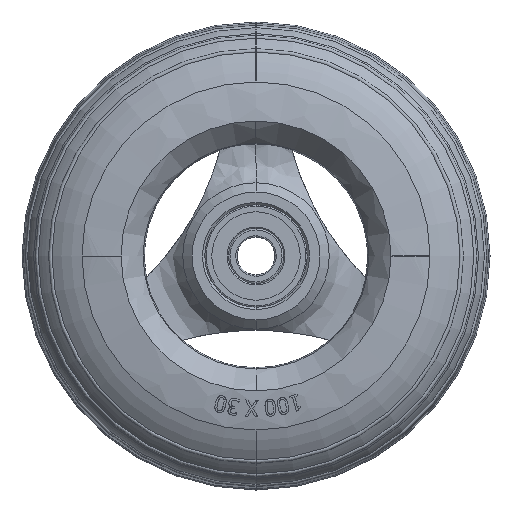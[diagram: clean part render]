
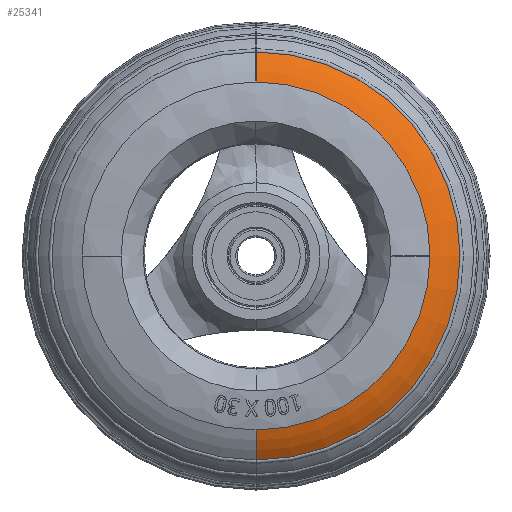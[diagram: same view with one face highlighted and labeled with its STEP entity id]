
A CAD part, left-side view. The second image highlights one B-rep face of the part: STEP entity #25341.
In plain terms, the highlighted toroidal (fillet/blend) face has major radius 31.8 mm and minor radius 20 mm.
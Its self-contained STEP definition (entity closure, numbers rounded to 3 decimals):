
#525 = CIRCLE ( 'NONE', #12106, 43.846 ) ;
#657 = DIRECTION ( 'NONE',  ( 0., 0., 1. ) ) ;
#1658 = DIRECTION ( 'NONE',  ( 0., 0., 1. ) ) ;
#1724 = CARTESIAN_POINT ( 'NONE',  ( -13.8, 0., -37.4 ) ) ;
#4196 = CIRCLE ( 'NONE', #37779, 20. ) ;
#6398 = VERTEX_POINT ( 'NONE', #22073 ) ;
#6715 = CIRCLE ( 'NONE', #42880, 37.4 ) ;
#7135 = EDGE_CURVE ( 'NONE', #25931, #6398, #525, .T. ) ;
#7925 = DIRECTION ( 'NONE',  ( -1., 0., 0. ) ) ;
#8466 = DIRECTION ( 'NONE',  ( -1., 0., 0. ) ) ;
#8503 = CARTESIAN_POINT ( 'NONE',  ( -13.8, 0., 37.4 ) ) ;
#8784 = CARTESIAN_POINT ( 'NONE',  ( -13.8, 0., 0. ) ) ;
#9658 = EDGE_CURVE ( 'NONE', #36036, #6398, #35569, .T. ) ;
#10248 = CARTESIAN_POINT ( 'NONE',  ( 5.4, 0., -31.8 ) ) ;
#10900 = CARTESIAN_POINT ( 'NONE',  ( -13.8, -37.4, 0. ) ) ;
#12053 = ORIENTED_EDGE ( 'NONE', *, *, #38840, .T. ) ;
#12106 = AXIS2_PLACEMENT_3D ( 'NONE', #42985, #7925, #657 ) ;
#12273 = TOROIDAL_SURFACE ( 'NONE', #14925, 31.8, 20. ) ;
#12582 = CARTESIAN_POINT ( 'NONE',  ( -10.565, 0., -43.846 ) ) ;
#13934 = AXIS2_PLACEMENT_3D ( 'NONE', #17112, #45071, #37954 ) ;
#13955 = FACE_OUTER_BOUND ( 'NONE', #17576, .T. ) ;
#14925 = AXIS2_PLACEMENT_3D ( 'NONE', #20144, #41146, #23691 ) ;
#15189 = VERTEX_POINT ( 'NONE', #1724 ) ;
#17112 = CARTESIAN_POINT ( 'NONE',  ( 5.4, 0., 31.8 ) ) ;
#17576 = EDGE_LOOP ( 'NONE', ( #36185, #12053, #22351, #28160, #38610 ) ) ;
#20144 = CARTESIAN_POINT ( 'NONE',  ( 5.4, 0., 0. ) ) ;
#22073 = CARTESIAN_POINT ( 'NONE',  ( -10.565, 0., 43.846 ) ) ;
#22351 = ORIENTED_EDGE ( 'NONE', *, *, #7135, .T. ) ;
#23691 = DIRECTION ( 'NONE',  ( 0., 0., 1. ) ) ;
#24035 = CIRCLE ( 'NONE', #31020, 37.4 ) ;
#24898 = VERTEX_POINT ( 'NONE', #10900 ) ;
#25341 = ADVANCED_FACE ( 'NONE', ( #13955 ), #12273, .T. ) ;
#25931 = VERTEX_POINT ( 'NONE', #12582 ) ;
#27327 = DIRECTION ( 'NONE',  ( -1., 0., 0. ) ) ;
#28160 = ORIENTED_EDGE ( 'NONE', *, *, #9658, .F. ) ;
#28825 = EDGE_CURVE ( 'NONE', #24898, #36036, #6715, .T. ) ;
#31020 = AXIS2_PLACEMENT_3D ( 'NONE', #34415, #27327, #45096 ) ;
#34415 = CARTESIAN_POINT ( 'NONE',  ( -13.8, 0., 0. ) ) ;
#35569 = CIRCLE ( 'NONE', #13934, 20. ) ;
#36036 = VERTEX_POINT ( 'NONE', #8503 ) ;
#36185 = ORIENTED_EDGE ( 'NONE', *, *, #39360, .F. ) ;
#37779 = AXIS2_PLACEMENT_3D ( 'NONE', #10248, #45583, #38621 ) ;
#37954 = DIRECTION ( 'NONE',  ( 0., 0., 1. ) ) ;
#38610 = ORIENTED_EDGE ( 'NONE', *, *, #28825, .F. ) ;
#38621 = DIRECTION ( 'NONE',  ( 0., 0., -1. ) ) ;
#38840 = EDGE_CURVE ( 'NONE', #15189, #25931, #4196, .T. ) ;
#39360 = EDGE_CURVE ( 'NONE', #15189, #24898, #24035, .T. ) ;
#41146 = DIRECTION ( 'NONE',  ( 1., 0., 0. ) ) ;
#42880 = AXIS2_PLACEMENT_3D ( 'NONE', #8784, #8466, #1658 ) ;
#42985 = CARTESIAN_POINT ( 'NONE',  ( -10.565, 0., 0. ) ) ;
#45071 = DIRECTION ( 'NONE',  ( 0., 1., 0. ) ) ;
#45096 = DIRECTION ( 'NONE',  ( 0., 0., 1. ) ) ;
#45583 = DIRECTION ( 'NONE',  ( 0., -1., 0. ) ) ;
